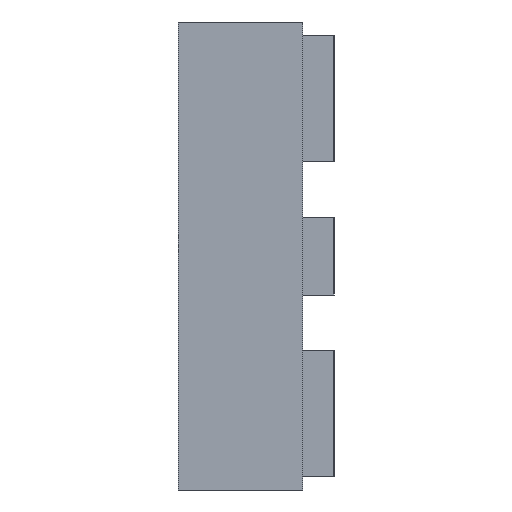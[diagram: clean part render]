
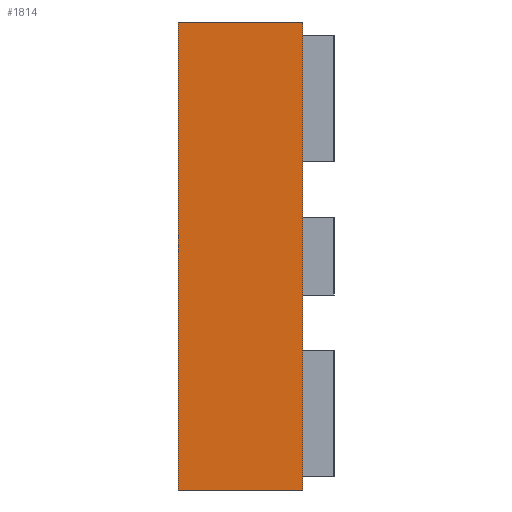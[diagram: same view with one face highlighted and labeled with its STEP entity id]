
A CAD part, left-side view. The second image highlights one B-rep face of the part: STEP entity #1814.
In plain terms, the highlighted planar face has unit normal (-1, 0, 0).
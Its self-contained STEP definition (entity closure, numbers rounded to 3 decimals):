
#62 = LINE ( 'NONE', #2254, #2472 ) ;
#68 = CARTESIAN_POINT ( 'NONE',  ( -2.5, 0.2, -1.5 ) ) ;
#219 = VECTOR ( 'NONE', #1615, 1000. ) ;
#262 = VERTEX_POINT ( 'NONE', #2170 ) ;
#289 = CARTESIAN_POINT ( 'NONE',  ( -2.5, 1., -1.5 ) ) ;
#323 = EDGE_CURVE ( 'NONE', #262, #624, #986, .T. ) ;
#340 = FACE_OUTER_BOUND ( 'NONE', #1038, .T. ) ;
#431 = LINE ( 'NONE', #1475, #219 ) ;
#435 = CARTESIAN_POINT ( 'NONE',  ( -2.5, 1., -1.5 ) ) ;
#624 = VERTEX_POINT ( 'NONE', #1742 ) ;
#628 = DIRECTION ( 'NONE',  ( 0., -1., 0. ) ) ;
#676 = VECTOR ( 'NONE', #628, 1000. ) ;
#737 = AXIS2_PLACEMENT_3D ( 'NONE', #289, #1114, #1525 ) ;
#986 = LINE ( 'NONE', #1769, #676 ) ;
#1038 = EDGE_LOOP ( 'NONE', ( #1768, #1723, #2191, #2384 ) ) ;
#1056 = VERTEX_POINT ( 'NONE', #68 ) ;
#1114 = DIRECTION ( 'NONE',  ( 1., 0., 0. ) ) ;
#1272 = VERTEX_POINT ( 'NONE', #435 ) ;
#1277 = DIRECTION ( 'NONE',  ( 0., 0., -1. ) ) ;
#1475 = CARTESIAN_POINT ( 'NONE',  ( -2.5, 1., -1.5 ) ) ;
#1487 = CARTESIAN_POINT ( 'NONE',  ( -2.5, 1., -1.5 ) ) ;
#1525 = DIRECTION ( 'NONE',  ( 0., 0., -1. ) ) ;
#1536 = PLANE ( 'NONE',  #737 ) ;
#1604 = VECTOR ( 'NONE', #2293, 1000. ) ;
#1615 = DIRECTION ( 'NONE',  ( 0., -1., 0. ) ) ;
#1718 = EDGE_CURVE ( 'NONE', #624, #1056, #62, .T. ) ;
#1723 = ORIENTED_EDGE ( 'NONE', *, *, #323, .F. ) ;
#1732 = EDGE_CURVE ( 'NONE', #1272, #1056, #431, .T. ) ;
#1742 = CARTESIAN_POINT ( 'NONE',  ( -2.5, 0.2, 1.5 ) ) ;
#1768 = ORIENTED_EDGE ( 'NONE', *, *, #1718, .F. ) ;
#1769 = CARTESIAN_POINT ( 'NONE',  ( -2.5, 1., 1.5 ) ) ;
#1814 = ADVANCED_FACE ( 'NONE', ( #340 ), #1536, .F. ) ;
#1833 = EDGE_CURVE ( 'NONE', #1272, #262, #2505, .T. ) ;
#2170 = CARTESIAN_POINT ( 'NONE',  ( -2.5, 1., 1.5 ) ) ;
#2191 = ORIENTED_EDGE ( 'NONE', *, *, #1833, .F. ) ;
#2254 = CARTESIAN_POINT ( 'NONE',  ( -2.5, 0.2, -1.5 ) ) ;
#2293 = DIRECTION ( 'NONE',  ( 0., 0., 1. ) ) ;
#2384 = ORIENTED_EDGE ( 'NONE', *, *, #1732, .T. ) ;
#2472 = VECTOR ( 'NONE', #1277, 1000. ) ;
#2505 = LINE ( 'NONE', #1487, #1604 ) ;
